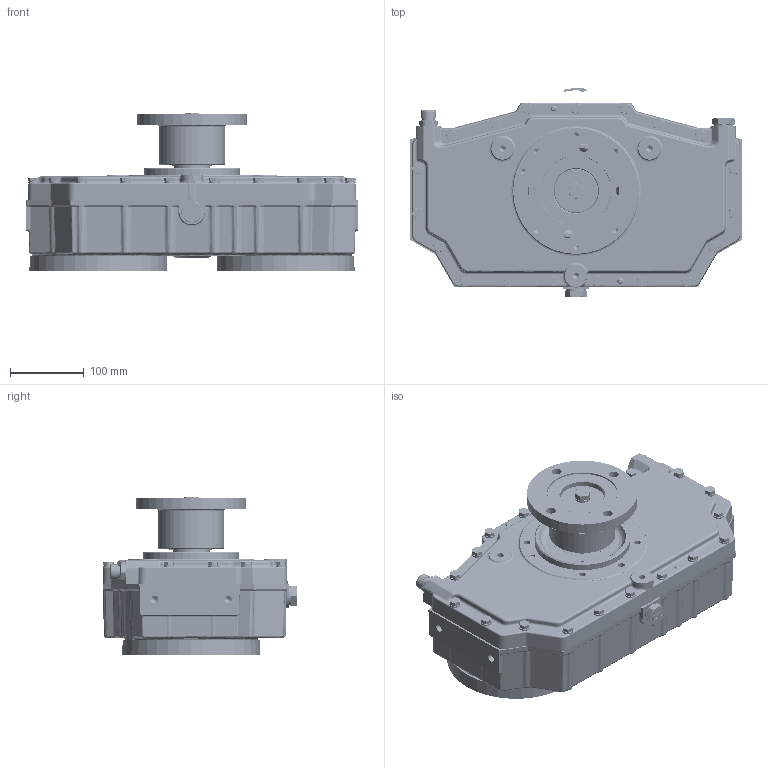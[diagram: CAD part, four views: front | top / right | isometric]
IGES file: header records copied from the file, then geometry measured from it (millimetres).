
Start section: SolidWorks IGES file using analytic representation for surfaces
Global section: file name: 1029013A.IGS; native system: SolidWorks 2007; preprocessor: SolidWorks 2007; author: piccagliad; date: 150422.114653; units: millimetre
Bounding box: 450 x 284.54 x 213.75 mm (x, y, z)
Surface area: 1371394.8 mm2 (no closed solid volume)
Topology: 0 solids, 0 shells, 4718 faces, 63867 edges, 63782 vertices
Faces by surface type: bspline 2988, revolution 1730
